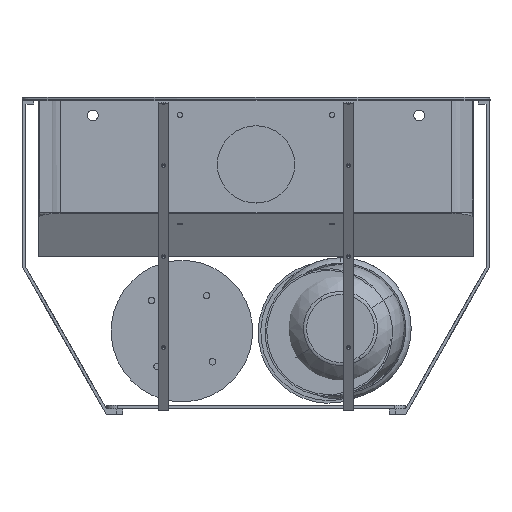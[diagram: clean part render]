
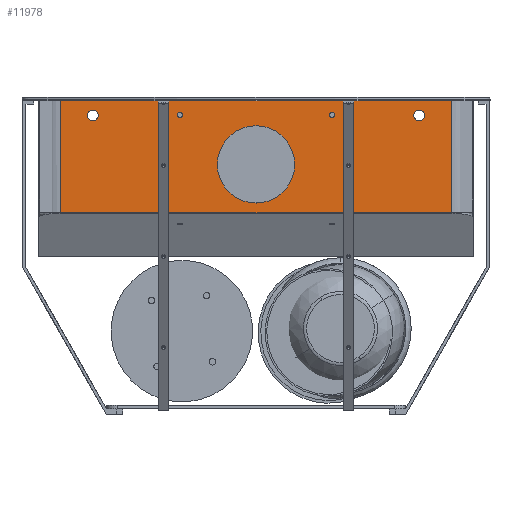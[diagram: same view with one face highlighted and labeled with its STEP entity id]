
A CAD part, left-side view. The second image highlights one B-rep face of the part: STEP entity #11978.
In plain terms, the highlighted face is planar.
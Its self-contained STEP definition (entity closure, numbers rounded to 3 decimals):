
#208 = LINE ( 'NONE', #15996, #12395 ) ;
#253 = CARTESIAN_POINT ( 'NONE',  ( 111.394, 19.5, 688.688 ) ) ;
#305 = EDGE_CURVE ( 'NONE', #12629, #4704, #208, .T. ) ;
#602 = DIRECTION ( 'NONE',  ( 0., 0., 1. ) ) ;
#716 = DIRECTION ( 'NONE',  ( -1., 0., 0. ) ) ;
#794 = CARTESIAN_POINT ( 'NONE',  ( 31.394, 20., 688.688 ) ) ;
#813 = VERTEX_POINT ( 'NONE', #2411 ) ;
#833 = DIRECTION ( 'NONE',  ( -1., 0., 0. ) ) ;
#958 = EDGE_CURVE ( 'NONE', #10782, #11109, #16503, .T. ) ;
#1146 = EDGE_CURVE ( 'NONE', #4704, #17520, #4672, .T. ) ;
#1253 = CARTESIAN_POINT ( 'NONE',  ( 31.394, 20., 688.688 ) ) ;
#1564 = EDGE_CURVE ( 'NONE', #16369, #12112, #6900, .T. ) ;
#1687 = AXIS2_PLACEMENT_3D ( 'NONE', #253, #15850, #6020 ) ;
#1801 = EDGE_CURVE ( 'NONE', #12629, #12365, #15499, .T. ) ;
#1925 = EDGE_CURVE ( 'NONE', #3995, #9607, #6307, .T. ) ;
#1985 = DIRECTION ( 'NONE',  ( 1., 0., 0. ) ) ;
#2028 = CARTESIAN_POINT ( 'NONE',  ( 216.894, 65., 688.688 ) ) ;
#2029 = AXIS2_PLACEMENT_3D ( 'NONE', #4819, #11987, #13132 ) ;
#2305 = VERTEX_POINT ( 'NONE', #12976 ) ;
#2411 = CARTESIAN_POINT ( 'NONE',  ( 336.394, 20., 688.688 ) ) ;
#3170 = CIRCLE ( 'NONE', #3783, 5. ) ;
#3256 = CARTESIAN_POINT ( 'NONE',  ( 145.894, 65., 688.688 ) ) ;
#3273 = AXIS2_PLACEMENT_3D ( 'NONE', #11822, #4747, #1985 ) ;
#3783 = AXIS2_PLACEMENT_3D ( 'NONE', #16533, #6492, #833 ) ;
#3865 = ORIENTED_EDGE ( 'NONE', *, *, #1925, .F. ) ;
#3871 = ORIENTED_EDGE ( 'NONE', *, *, #12600, .F. ) ;
#3938 = CARTESIAN_POINT ( 'NONE',  ( -18.606, 150., 688.688 ) ) ;
#3995 = VERTEX_POINT ( 'NONE', #4770 ) ;
#4672 = LINE ( 'NONE', #16206, #13185 ) ;
#4704 = VERTEX_POINT ( 'NONE', #12001 ) ;
#4747 = DIRECTION ( 'NONE',  ( 0., 0., 1. ) ) ;
#4770 = CARTESIAN_POINT ( 'NONE',  ( 113.894, 19.5, 688.688 ) ) ;
#4819 = CARTESIAN_POINT ( 'NONE',  ( 111.394, 19.5, 688.688 ) ) ;
#4992 = CIRCLE ( 'NONE', #12536, 5. ) ;
#5313 = CARTESIAN_POINT ( 'NONE',  ( 251.394, 19.5, 688.688 ) ) ;
#5391 = EDGE_CURVE ( 'NONE', #9607, #3995, #17082, .T. ) ;
#5557 = ORIENTED_EDGE ( 'NONE', *, *, #16605, .F. ) ;
#5604 = DIRECTION ( 'NONE',  ( 1., 0., 0. ) ) ;
#5618 = CARTESIAN_POINT ( 'NONE',  ( 181.394, 65., 688.688 ) ) ;
#6006 = CARTESIAN_POINT ( 'NONE',  ( 361.394, 110., 688.688 ) ) ;
#6020 = DIRECTION ( 'NONE',  ( -1., 0., 0. ) ) ;
#6114 = ORIENTED_EDGE ( 'NONE', *, *, #15981, .F. ) ;
#6269 = DIRECTION ( 'NONE',  ( 1., 0., 0. ) ) ;
#6307 = CIRCLE ( 'NONE', #2029, 2.5 ) ;
#6314 = CARTESIAN_POINT ( 'NONE',  ( 248.894, 19.5, 688.688 ) ) ;
#6378 = FACE_BOUND ( 'NONE', #7729, .T. ) ;
#6492 = DIRECTION ( 'NONE',  ( 0., 0., 1. ) ) ;
#6610 = DIRECTION ( 'NONE',  ( 0., 0., 1. ) ) ;
#6900 = CIRCLE ( 'NONE', #3273, 2.5 ) ;
#6943 = DIRECTION ( 'NONE',  ( 0., 0., 1. ) ) ;
#7007 = EDGE_LOOP ( 'NONE', ( #3871, #9739 ) ) ;
#7042 = CIRCLE ( 'NONE', #10652, 35.5 ) ;
#7083 = ORIENTED_EDGE ( 'NONE', *, *, #1564, .F. ) ;
#7234 = EDGE_LOOP ( 'NONE', ( #7290, #8754, #12575, #11310 ) ) ;
#7290 = ORIENTED_EDGE ( 'NONE', *, *, #1146, .T. ) ;
#7696 = DIRECTION ( 'NONE',  ( 0., 1., 0. ) ) ;
#7729 = EDGE_LOOP ( 'NONE', ( #5557, #7083 ) ) ;
#8620 = EDGE_CURVE ( 'NONE', #14780, #2305, #4992, .T. ) ;
#8754 = ORIENTED_EDGE ( 'NONE', *, *, #14886, .T. ) ;
#8786 = DIRECTION ( 'NONE',  ( 0., -1., 0. ) ) ;
#8836 = AXIS2_PLACEMENT_3D ( 'NONE', #3938, #13765, #716 ) ;
#8940 = AXIS2_PLACEMENT_3D ( 'NONE', #5618, #6943, #17431 ) ;
#9024 = LINE ( 'NONE', #13568, #16289 ) ;
#9169 = EDGE_LOOP ( 'NONE', ( #3865, #10279 ) ) ;
#9320 = DIRECTION ( 'NONE',  ( -1., 0., 0. ) ) ;
#9407 = FACE_BOUND ( 'NONE', #15377, .T. ) ;
#9464 = DIRECTION ( 'NONE',  ( 0., 0., 1. ) ) ;
#9607 = VERTEX_POINT ( 'NONE', #18168 ) ;
#9739 = ORIENTED_EDGE ( 'NONE', *, *, #8620, .F. ) ;
#9777 = AXIS2_PLACEMENT_3D ( 'NONE', #1253, #11366, #5604 ) ;
#9890 = ORIENTED_EDGE ( 'NONE', *, *, #10447, .F. ) ;
#10217 = CARTESIAN_POINT ( 'NONE',  ( 361.394, 5., 688.688 ) ) ;
#10279 = ORIENTED_EDGE ( 'NONE', *, *, #5391, .F. ) ;
#10399 = VERTEX_POINT ( 'NONE', #11122 ) ;
#10447 = EDGE_CURVE ( 'NONE', #813, #10399, #3170, .T. ) ;
#10652 = AXIS2_PLACEMENT_3D ( 'NONE', #13706, #6610, #13893 ) ;
#10782 = VERTEX_POINT ( 'NONE', #2028 ) ;
#11109 = VERTEX_POINT ( 'NONE', #3256 ) ;
#11122 = CARTESIAN_POINT ( 'NONE',  ( 326.394, 20., 688.688 ) ) ;
#11254 = DIRECTION ( 'NONE',  ( 1., 0., 0. ) ) ;
#11310 = ORIENTED_EDGE ( 'NONE', *, *, #305, .T. ) ;
#11366 = DIRECTION ( 'NONE',  ( 0., 0., 1. ) ) ;
#11752 = VECTOR ( 'NONE', #18341, 1000. ) ;
#11822 = CARTESIAN_POINT ( 'NONE',  ( 251.394, 19.5, 688.688 ) ) ;
#11978 = ADVANCED_FACE ( 'NONE', ( #9407, #6378, #13948, #13859, #17917, #13662 ), #16614, .F. ) ;
#11987 = DIRECTION ( 'NONE',  ( 0., 0., 1. ) ) ;
#12001 = CARTESIAN_POINT ( 'NONE',  ( 1.394, 5., 688.688 ) ) ;
#12112 = VERTEX_POINT ( 'NONE', #12519 ) ;
#12225 = ORIENTED_EDGE ( 'NONE', *, *, #16784, .F. ) ;
#12365 = VERTEX_POINT ( 'NONE', #6006 ) ;
#12395 = VECTOR ( 'NONE', #8786, 1000. ) ;
#12519 = CARTESIAN_POINT ( 'NONE',  ( 253.894, 19.5, 688.688 ) ) ;
#12536 = AXIS2_PLACEMENT_3D ( 'NONE', #794, #602, #6269 ) ;
#12575 = ORIENTED_EDGE ( 'NONE', *, *, #1801, .F. ) ;
#12600 = EDGE_CURVE ( 'NONE', #2305, #14780, #15510, .T. ) ;
#12629 = VERTEX_POINT ( 'NONE', #16949 ) ;
#12976 = CARTESIAN_POINT ( 'NONE',  ( 36.394, 20., 688.688 ) ) ;
#13132 = DIRECTION ( 'NONE',  ( -1., 0., 0. ) ) ;
#13185 = VECTOR ( 'NONE', #13354, 1000. ) ;
#13354 = DIRECTION ( 'NONE',  ( 1., 0., 0. ) ) ;
#13371 = AXIS2_PLACEMENT_3D ( 'NONE', #5313, #9464, #11254 ) ;
#13568 = CARTESIAN_POINT ( 'NONE',  ( 361.394, 150., 688.688 ) ) ;
#13662 = FACE_OUTER_BOUND ( 'NONE', #7234, .T. ) ;
#13706 = CARTESIAN_POINT ( 'NONE',  ( 181.394, 65., 688.688 ) ) ;
#13765 = DIRECTION ( 'NONE',  ( 0., 0., -1. ) ) ;
#13859 = FACE_BOUND ( 'NONE', #7007, .T. ) ;
#13893 = DIRECTION ( 'NONE',  ( 1., 0., 0. ) ) ;
#13948 = FACE_BOUND ( 'NONE', #9169, .T. ) ;
#14780 = VERTEX_POINT ( 'NONE', #18409 ) ;
#14817 = DIRECTION ( 'NONE',  ( 0., 0., 1. ) ) ;
#14886 = EDGE_CURVE ( 'NONE', #17520, #12365, #9024, .T. ) ;
#15197 = CIRCLE ( 'NONE', #16403, 5. ) ;
#15377 = EDGE_LOOP ( 'NONE', ( #16302, #6114 ) ) ;
#15478 = CIRCLE ( 'NONE', #13371, 2.5 ) ;
#15499 = LINE ( 'NONE', #17106, #11752 ) ;
#15510 = CIRCLE ( 'NONE', #9777, 5. ) ;
#15850 = DIRECTION ( 'NONE',  ( 0., 0., 1. ) ) ;
#15981 = EDGE_CURVE ( 'NONE', #11109, #10782, #7042, .T. ) ;
#15996 = CARTESIAN_POINT ( 'NONE',  ( 1.394, 150., 688.688 ) ) ;
#16206 = CARTESIAN_POINT ( 'NONE',  ( -18.606, 5., 688.688 ) ) ;
#16289 = VECTOR ( 'NONE', #7696, 1000. ) ;
#16302 = ORIENTED_EDGE ( 'NONE', *, *, #958, .F. ) ;
#16369 = VERTEX_POINT ( 'NONE', #6314 ) ;
#16403 = AXIS2_PLACEMENT_3D ( 'NONE', #18019, #14817, #9320 ) ;
#16503 = CIRCLE ( 'NONE', #8940, 35.5 ) ;
#16533 = CARTESIAN_POINT ( 'NONE',  ( 331.394, 20., 688.688 ) ) ;
#16605 = EDGE_CURVE ( 'NONE', #12112, #16369, #15478, .T. ) ;
#16614 = PLANE ( 'NONE',  #8836 ) ;
#16784 = EDGE_CURVE ( 'NONE', #10399, #813, #15197, .T. ) ;
#16949 = CARTESIAN_POINT ( 'NONE',  ( 1.394, 110., 688.688 ) ) ;
#17082 = CIRCLE ( 'NONE', #1687, 2.5 ) ;
#17106 = CARTESIAN_POINT ( 'NONE',  ( -618.606, 110., 688.688 ) ) ;
#17431 = DIRECTION ( 'NONE',  ( 1., 0., 0. ) ) ;
#17520 = VERTEX_POINT ( 'NONE', #10217 ) ;
#17674 = EDGE_LOOP ( 'NONE', ( #9890, #12225 ) ) ;
#17917 = FACE_BOUND ( 'NONE', #17674, .T. ) ;
#18019 = CARTESIAN_POINT ( 'NONE',  ( 331.394, 20., 688.688 ) ) ;
#18168 = CARTESIAN_POINT ( 'NONE',  ( 108.894, 19.5, 688.688 ) ) ;
#18341 = DIRECTION ( 'NONE',  ( 1., 0., 0. ) ) ;
#18409 = CARTESIAN_POINT ( 'NONE',  ( 26.394, 20., 688.688 ) ) ;
